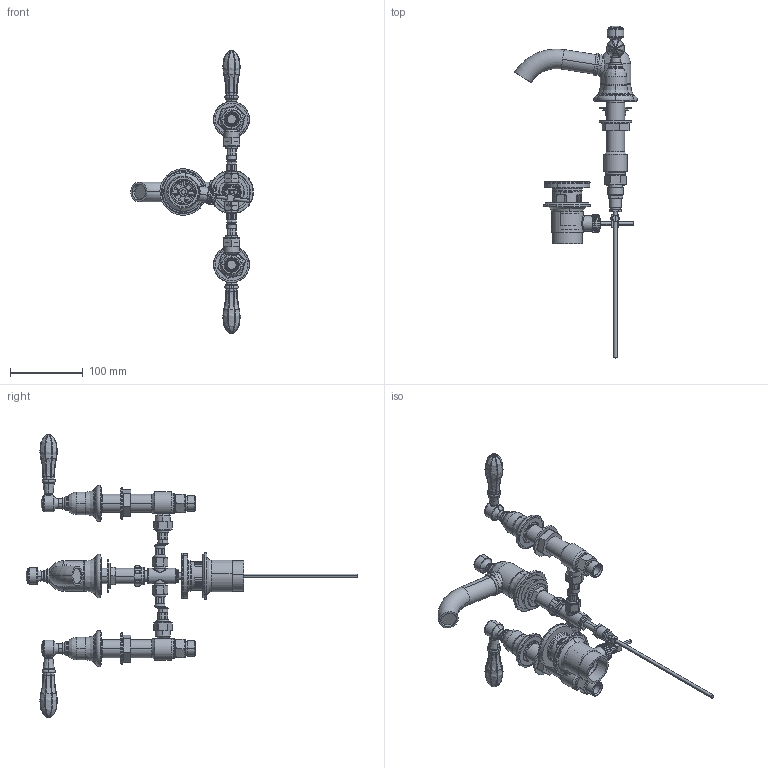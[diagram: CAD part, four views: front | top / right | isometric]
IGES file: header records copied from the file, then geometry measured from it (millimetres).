
Global section: file name: No Iges File Name specified; native system: Autodesk Inventor 2010; preprocessor: AutoDesk Inventor Iges Exporter R2010; author: adaniels; date: 20100520.122303; units: millimetre
Bounding box: 169.33 x 457.3 x 390 mm (x, y, z)
Volume: 590050.2 mm3; surface area: 287551.4 mm2
Topology: 80 solids, 80 shells, 2917 faces, 7187 edges, 4573 vertices
Faces by surface type: plane 1326, cylinder 501, revolution 435, bspline 345, torus 161, cone 142, sphere 7
